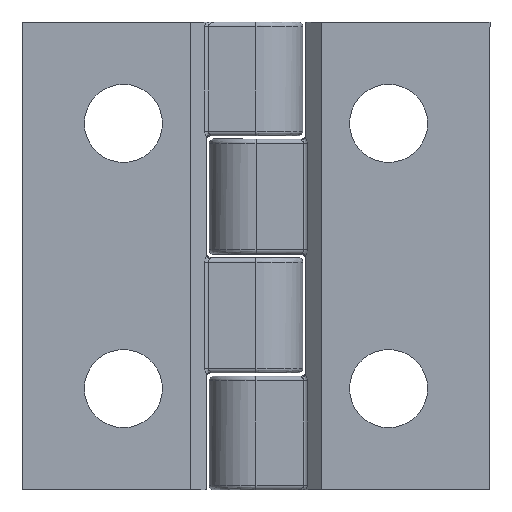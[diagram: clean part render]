
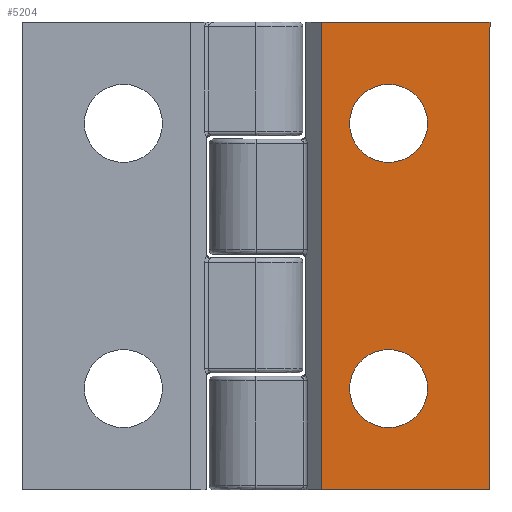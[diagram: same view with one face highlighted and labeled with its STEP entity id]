
A CAD part, front view. The second image highlights one B-rep face of the part: STEP entity #5204.
In plain terms, the highlighted planar face has unit normal (0, -1, 0).
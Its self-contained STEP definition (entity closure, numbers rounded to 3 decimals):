
#153 = EDGE_LOOP ( 'NONE', ( #1955, #1521 ) ) ;
#228 = VERTEX_POINT ( 'NONE', #4403 ) ;
#231 = EDGE_CURVE ( 'NONE', #4720, #2071, #3688, .T. ) ;
#366 = LINE ( 'NONE', #2101, #1091 ) ;
#393 = CARTESIAN_POINT ( 'NONE',  ( -26.112, 10.386, -8.179 ) ) ;
#548 = EDGE_LOOP ( 'NONE', ( #3880, #2965 ) ) ;
#599 = CARTESIAN_POINT ( 'NONE',  ( -26.112, 10.386, -27.679 ) ) ;
#728 = CARTESIAN_POINT ( 'NONE',  ( -26.112, 10.386, -22.679 ) ) ;
#786 = FACE_BOUND ( 'NONE', #548, .T. ) ;
#806 = DIRECTION ( 'NONE',  ( 0., 0., -1. ) ) ;
#826 = CARTESIAN_POINT ( 'NONE',  ( -26.112, 10.386, -25.179 ) ) ;
#884 = DIRECTION ( 'NONE',  ( 0., 1., 0. ) ) ;
#895 = DIRECTION ( 'NONE',  ( 0., -1., 0. ) ) ;
#1007 = AXIS2_PLACEMENT_3D ( 'NONE', #2937, #1225, #806 ) ;
#1078 = AXIS2_PLACEMENT_3D ( 'NONE', #4715, #895, #2616 ) ;
#1091 = VECTOR ( 'NONE', #1738, 1000. ) ;
#1114 = EDGE_CURVE ( 'NONE', #228, #1561, #2335, .T. ) ;
#1121 = VERTEX_POINT ( 'NONE', #599 ) ;
#1225 = DIRECTION ( 'NONE',  ( 0., 1., 0. ) ) ;
#1322 = PLANE ( 'NONE',  #1078 ) ;
#1332 = VECTOR ( 'NONE', #4725, 1000. ) ;
#1377 = ORIENTED_EDGE ( 'NONE', *, *, #2456, .T. ) ;
#1388 = VERTEX_POINT ( 'NONE', #3230 ) ;
#1439 = DIRECTION ( 'NONE',  ( 0., 0., -1. ) ) ;
#1521 = ORIENTED_EDGE ( 'NONE', *, *, #4838, .T. ) ;
#1561 = VERTEX_POINT ( 'NONE', #4326 ) ;
#1738 = DIRECTION ( 'NONE',  ( 1., 0., 0. ) ) ;
#1746 = FACE_BOUND ( 'NONE', #153, .T. ) ;
#1793 = VECTOR ( 'NONE', #2434, 1000. ) ;
#1885 = AXIS2_PLACEMENT_3D ( 'NONE', #826, #2536, #4312 ) ;
#1955 = ORIENTED_EDGE ( 'NONE', *, *, #4332, .T. ) ;
#2071 = VERTEX_POINT ( 'NONE', #2921 ) ;
#2101 = CARTESIAN_POINT ( 'NONE',  ( -34.612, 10.386, -31.679 ) ) ;
#2173 = LINE ( 'NONE', #3869, #1332 ) ;
#2335 = LINE ( 'NONE', #4832, #5001 ) ;
#2342 = VERTEX_POINT ( 'NONE', #728 ) ;
#2357 = EDGE_LOOP ( 'NONE', ( #1377, #4610, #2584, #2474 ) ) ;
#2421 = EDGE_CURVE ( 'NONE', #4651, #1388, #2619, .T. ) ;
#2434 = DIRECTION ( 'NONE',  ( 0., 0., -1. ) ) ;
#2435 = EDGE_CURVE ( 'NONE', #1388, #4651, #3504, .T. ) ;
#2456 = EDGE_CURVE ( 'NONE', #2071, #228, #366, .T. ) ;
#2474 = ORIENTED_EDGE ( 'NONE', *, *, #231, .T. ) ;
#2536 = DIRECTION ( 'NONE',  ( 0., 1., 0. ) ) ;
#2584 = ORIENTED_EDGE ( 'NONE', *, *, #3729, .T. ) ;
#2616 = DIRECTION ( 'NONE',  ( 0., 0., 1. ) ) ;
#2619 = CIRCLE ( 'NONE', #1007, 2.5 ) ;
#2723 = DIRECTION ( 'NONE',  ( 0., 0., 1. ) ) ;
#2921 = CARTESIAN_POINT ( 'NONE',  ( -30.412, 10.386, -31.679 ) ) ;
#2937 = CARTESIAN_POINT ( 'NONE',  ( -26.112, 10.386, -8.179 ) ) ;
#2965 = ORIENTED_EDGE ( 'NONE', *, *, #2421, .T. ) ;
#3230 = CARTESIAN_POINT ( 'NONE',  ( -26.112, 10.386, -10.679 ) ) ;
#3472 = DIRECTION ( 'NONE',  ( 0., 1., 0. ) ) ;
#3480 = CIRCLE ( 'NONE', #1885, 2.5 ) ;
#3504 = CIRCLE ( 'NONE', #3764, 2.5 ) ;
#3688 = LINE ( 'NONE', #4358, #1793 ) ;
#3729 = EDGE_CURVE ( 'NONE', #1561, #4720, #2173, .T. ) ;
#3764 = AXIS2_PLACEMENT_3D ( 'NONE', #393, #884, #3772 ) ;
#3772 = DIRECTION ( 'NONE',  ( 0., 0., -1. ) ) ;
#3863 = FACE_OUTER_BOUND ( 'NONE', #2357, .T. ) ;
#3869 = CARTESIAN_POINT ( 'NONE',  ( -34.612, 10.386, -1.679 ) ) ;
#3880 = ORIENTED_EDGE ( 'NONE', *, *, #2435, .T. ) ;
#3885 = CARTESIAN_POINT ( 'NONE',  ( -26.112, 10.386, -25.179 ) ) ;
#3935 = CARTESIAN_POINT ( 'NONE',  ( -30.412, 10.386, -1.679 ) ) ;
#4312 = DIRECTION ( 'NONE',  ( 0., 0., -1. ) ) ;
#4326 = CARTESIAN_POINT ( 'NONE',  ( -19.612, 10.386, -1.679 ) ) ;
#4332 = EDGE_CURVE ( 'NONE', #1121, #2342, #5422, .T. ) ;
#4358 = CARTESIAN_POINT ( 'NONE',  ( -30.412, 10.386, -31.679 ) ) ;
#4366 = AXIS2_PLACEMENT_3D ( 'NONE', #3885, #3472, #1439 ) ;
#4403 = CARTESIAN_POINT ( 'NONE',  ( -19.612, 10.386, -31.679 ) ) ;
#4610 = ORIENTED_EDGE ( 'NONE', *, *, #1114, .T. ) ;
#4651 = VERTEX_POINT ( 'NONE', #5096 ) ;
#4715 = CARTESIAN_POINT ( 'NONE',  ( -34.612, 10.386, -31.679 ) ) ;
#4720 = VERTEX_POINT ( 'NONE', #3935 ) ;
#4725 = DIRECTION ( 'NONE',  ( -1., 0., 0. ) ) ;
#4832 = CARTESIAN_POINT ( 'NONE',  ( -19.612, 10.386, -31.679 ) ) ;
#4838 = EDGE_CURVE ( 'NONE', #2342, #1121, #3480, .T. ) ;
#5001 = VECTOR ( 'NONE', #2723, 1000. ) ;
#5096 = CARTESIAN_POINT ( 'NONE',  ( -26.112, 10.386, -5.679 ) ) ;
#5204 = ADVANCED_FACE ( 'NONE', ( #3863, #1746, #786 ), #1322, .T. ) ;
#5422 = CIRCLE ( 'NONE', #4366, 2.5 ) ;
